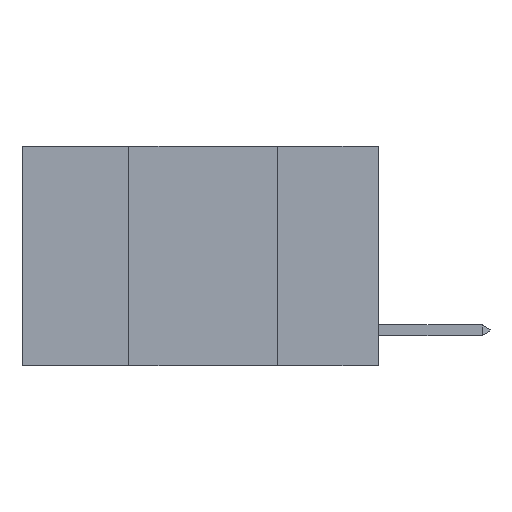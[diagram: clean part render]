
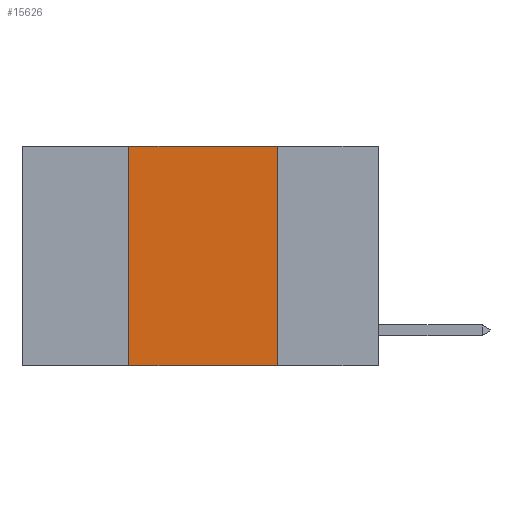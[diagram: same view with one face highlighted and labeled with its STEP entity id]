
A CAD part, left-side view. The second image highlights one B-rep face of the part: STEP entity #15626.
In plain terms, the highlighted planar face has unit normal (-1, 0, 0).
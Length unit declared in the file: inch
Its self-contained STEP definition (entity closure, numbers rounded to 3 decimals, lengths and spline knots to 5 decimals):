
#1478 = AXIS2_PLACEMENT_3D ( 'NONE', #12438, #27250, #14579 ) ;
#1597 = DIRECTION ( 'NONE',  ( 0., 0., -1. ) ) ;
#3004 = DIRECTION ( 'NONE',  ( 0., 0., 1. ) ) ;
#4067 = CARTESIAN_POINT ( 'NONE',  ( 0., 0.6, 0. ) ) ;
#4466 = VERTEX_POINT ( 'NONE', #13964 ) ;
#4597 = ORIENTED_EDGE ( 'NONE', *, *, #18536, .F. ) ;
#4958 = ORIENTED_EDGE ( 'NONE', *, *, #6247, .T. ) ;
#5041 = CARTESIAN_POINT ( 'NONE',  ( 0., 0.42, 0. ) ) ;
#6247 = EDGE_CURVE ( 'NONE', #15259, #4466, #25875, .T. ) ;
#6302 = VECTOR ( 'NONE', #12737, 39.37008 ) ;
#10088 = VECTOR ( 'NONE', #18823, 39.37008 ) ;
#10293 = PLANE ( 'NONE',  #1478 ) ;
#10596 = CARTESIAN_POINT ( 'NONE',  ( 0., 0.6, -0.37 ) ) ;
#11768 = LINE ( 'NONE', #4067, #10088 ) ;
#12318 = EDGE_CURVE ( 'NONE', #27030, #4466, #24325, .T. ) ;
#12438 = CARTESIAN_POINT ( 'NONE',  ( 0., 0.6, 0. ) ) ;
#12663 = ORIENTED_EDGE ( 'NONE', *, *, #12318, .F. ) ;
#12737 = DIRECTION ( 'NONE',  ( 0., -1., 0. ) ) ;
#12837 = EDGE_CURVE ( 'NONE', #13512, #27030, #11768, .T. ) ;
#13512 = VERTEX_POINT ( 'NONE', #22637 ) ;
#13964 = CARTESIAN_POINT ( 'NONE',  ( 0., 0.17, -0.37 ) ) ;
#14336 = CARTESIAN_POINT ( 'NONE',  ( 0., 0.17, 0. ) ) ;
#14579 = DIRECTION ( 'NONE',  ( 0., 0., -1. ) ) ;
#14753 = CARTESIAN_POINT ( 'NONE',  ( 0., 0.17, 0. ) ) ;
#15259 = VERTEX_POINT ( 'NONE', #18516 ) ;
#15626 = ADVANCED_FACE ( 'NONE', ( #22491 ), #10293, .F. ) ;
#18516 = CARTESIAN_POINT ( 'NONE',  ( 0., 0.42, -0.37 ) ) ;
#18536 = EDGE_CURVE ( 'NONE', #15259, #13512, #26995, .T. ) ;
#18823 = DIRECTION ( 'NONE',  ( 0., -1., 0. ) ) ;
#19017 = ORIENTED_EDGE ( 'NONE', *, *, #12837, .F. ) ;
#19367 = VECTOR ( 'NONE', #1597, 39.37008 ) ;
#22491 = FACE_OUTER_BOUND ( 'NONE', #26784, .T. ) ;
#22626 = VECTOR ( 'NONE', #3004, 39.37008 ) ;
#22637 = CARTESIAN_POINT ( 'NONE',  ( 0., 0.42, 0. ) ) ;
#24325 = LINE ( 'NONE', #14336, #19367 ) ;
#25875 = LINE ( 'NONE', #10596, #6302 ) ;
#26784 = EDGE_LOOP ( 'NONE', ( #12663, #19017, #4597, #4958 ) ) ;
#26995 = LINE ( 'NONE', #5041, #22626 ) ;
#27030 = VERTEX_POINT ( 'NONE', #14753 ) ;
#27250 = DIRECTION ( 'NONE',  ( 1., 0., 0. ) ) ;
